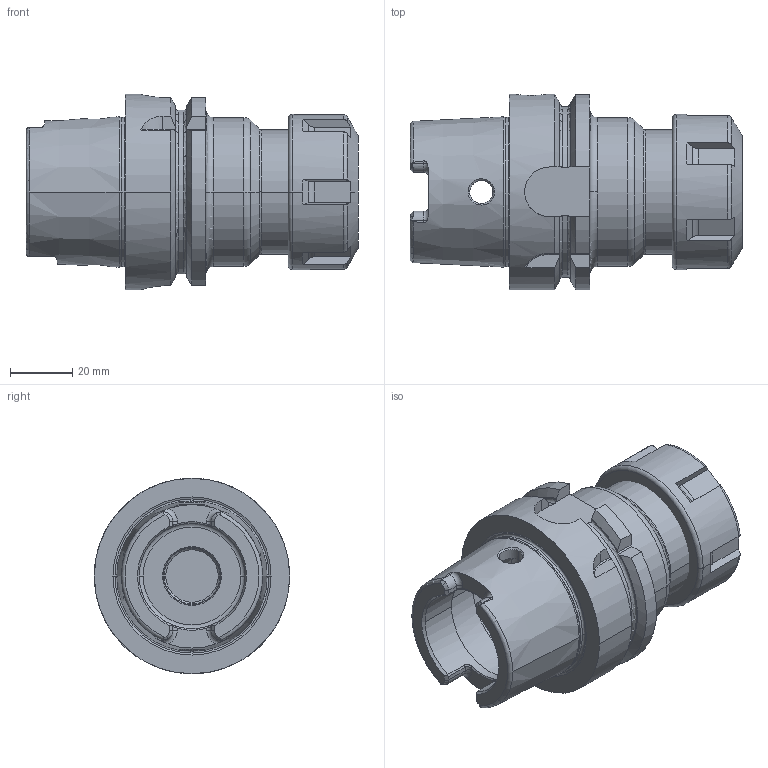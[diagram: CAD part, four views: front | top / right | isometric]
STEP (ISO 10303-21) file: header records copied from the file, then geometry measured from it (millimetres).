
FILE_DESCRIPTION((''),'2;1');
FILE_NAME('A63-025-32_ASM','2011-09-13T',('mei'),(''),'PRO/ENGINEER BY PARAMETRIC TECHNOLOGY CORPORATION, 2010430','PRO/ENGINEER BY PARAMETRIC TECHNOLOGY CORPORATION, 2010430','');
FILE_SCHEMA(('CONFIG_CONTROL_DESIGN'));
Length unit declared in the file: millimetre
Products named in the file (3): A63-025-32; 83-912-32; A63-025-32_ASM
Assembly tree (2 placements, depth 2):
  A63-025-32_ASM
    A63-025-32
    83-912-32
Bounding box: 107 x 63 x 63 mm (x, y, z)
Volume: 156245.6 mm3; surface area: 36717.8 mm2
Topology: 2 solids, 3 shells, 224 faces, 581 edges, 362 vertices
Faces by surface type: plane 84, cylinder 58, torus 38, cone 34, bspline 8, extrusion 2
Entity records: 8219 total; most frequent: CARTESIAN_POINT 2858, ORIENTED_EDGE 1158, DIRECTION 1046, EDGE_CURVE 581, AXIS2_PLACEMENT_3D 407, VERTEX_POINT 362, VECTOR 232, LINE 230
